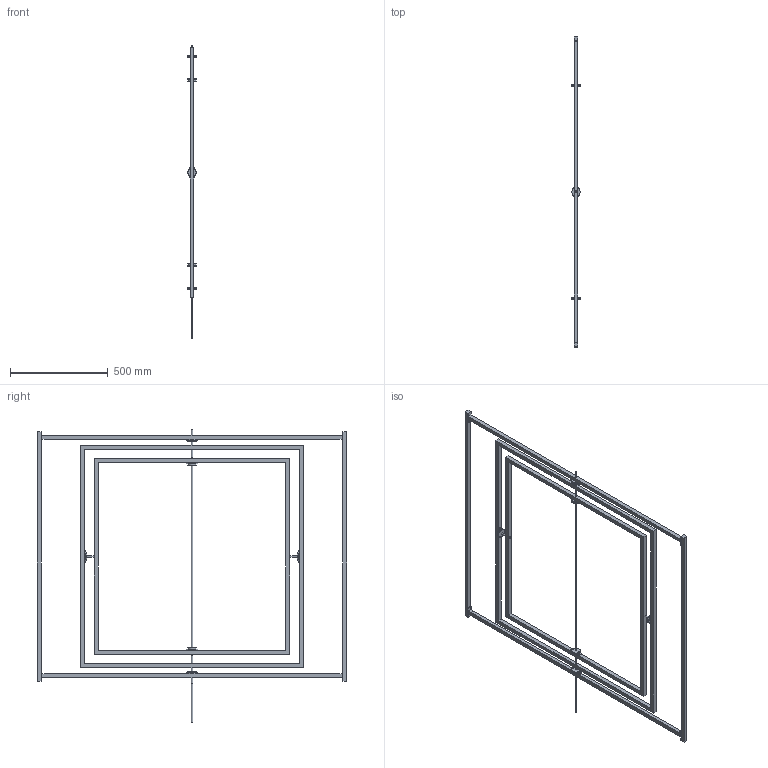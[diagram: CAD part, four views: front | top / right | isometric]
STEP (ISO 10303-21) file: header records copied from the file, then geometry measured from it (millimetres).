
FILE_DESCRIPTION(('FreeCAD Model'),'2;1');
FILE_NAME('Open CASCADE Shape Model','2021-11-20T16:39:14',('Author'),( ''),'Open CASCADE STEP processor 7.5','FreeCAD','Unknown');
FILE_SCHEMA(('AUTOMOTIVE_DESIGN { 1 0 10303 214 1 1 1 1 }'));
Length unit declared in the file: millimetre
Products named in the file (15): bancadaQuadrada; Extrude010; Sketch011; Extrude012; Compound; Fusion; Extrude017; Cut; Fusion (Solid)001; Fusion (Solid)003; Fusion (Solid)005; Fusion (Solid)007; Fusion (Solid)009; Fusion001; Compound001
Assembly tree (14 placements, depth 2):
  bancadaQuadrada
    Extrude010
    Sketch011
    Extrude012
    Compound
    Fusion
    Extrude017
    Cut
    Fusion (Solid)001
    Fusion (Solid)003
    Fusion (Solid)005
    Fusion (Solid)007
    Fusion (Solid)009
    Fusion001
    Compound001
Bounding box: 43.02 x 1586 x 1500 mm (x, y, z)
Volume: 5968933.5 mm3; surface area: 1259122.9 mm2
Topology: 18 solids, 18 shells, 228 faces, 520 edges, 336 vertices
Faces by surface type: plane 168, cylinder 60
Full cylindrical faces by diameter (mm): 6 x12, 10 x6
Entity records: 13531 total; most frequent: CARTESIAN_POINT 2233, DIRECTION 2101, LINE 1170, VECTOR 1170, ORIENTED_EDGE 1024, PCURVE 1024, DEFINITIONAL_REPRESENTATION 1024, EDGE_CURVE 512
